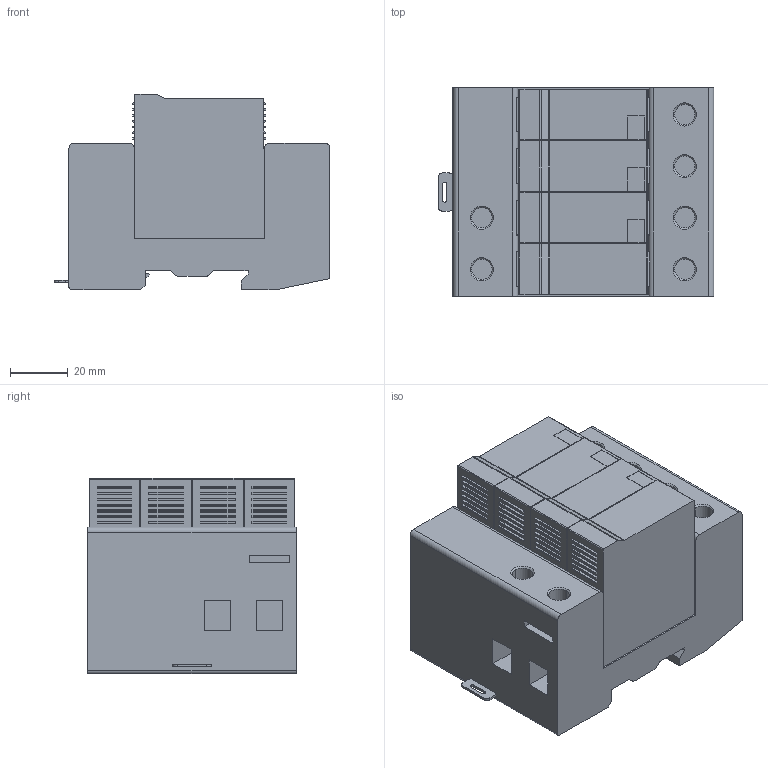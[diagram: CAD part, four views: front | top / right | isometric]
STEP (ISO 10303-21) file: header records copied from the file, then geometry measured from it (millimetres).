
FILE_DESCRIPTION(('Creo Elements/Direct Modeling STEP Export'),'2;1');
FILE_NAME('DS44-230-G.stp','2017-11-24T 8:47:13',(''),(''),'Creo Elements/Direct Modeling STEP processor for AP214 (Solid Model)','Creo Elements/Direct Modeling 20.0AP0401 12-May-2017 (C) Parametric Technology GmbH','');
FILE_SCHEMA(('AUTOMOTIVE_DESIGN { 1 0 10303 214 1 1 1 1 }'));
Length unit declared in the file: millimetre
Products named in the file (1): DS44-230-G
Bounding box: 95.08 x 72 x 67.4 mm (x, y, z)
Volume: 345389 mm3; surface area: 46194.9 mm2
Topology: 1 solids, 1 shells, 475 faces, 1175 edges, 780 vertices
Faces by surface type: plane 420, cylinder 43, cone 12
Entity records: 13461 total; most frequent: ORIENTED_EDGE 2350, CARTESIAN_POINT 2340, DIRECTION 2086, EDGE_CURVE 1175, VECTOR 1034, LINE 1034, VERTEX_POINT 780, EDGE_LOOP 555
